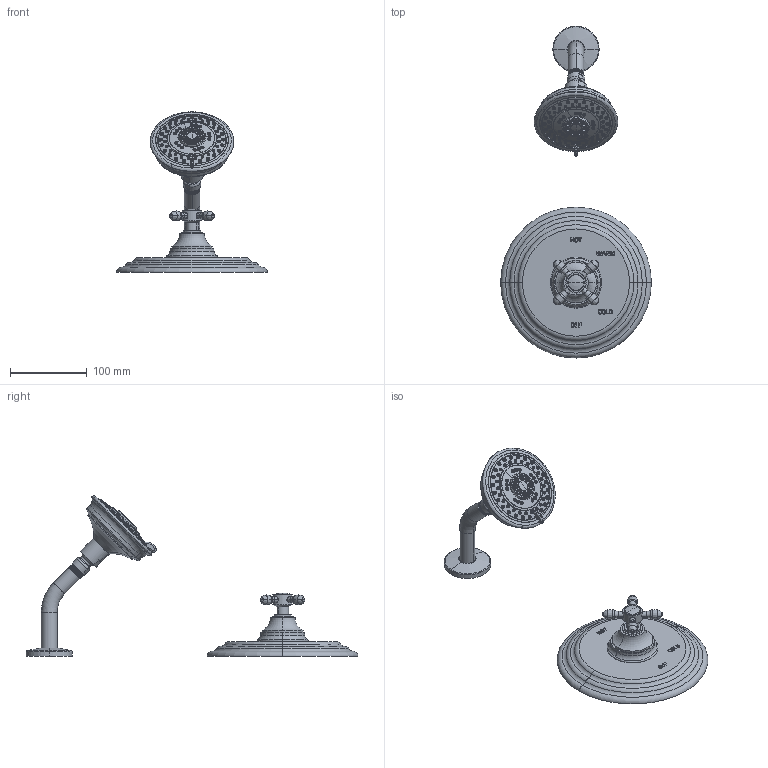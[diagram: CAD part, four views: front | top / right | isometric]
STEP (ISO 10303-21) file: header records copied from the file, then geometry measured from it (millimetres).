
FILE_DESCRIPTION((''),'2;1');
FILE_NAME('3-1644BP','2021-05-27T14:21:56',('jinson.thomas'),(''),'CREO PARAMETRIC BY PTC INC, 2018400','CREO PARAMETRIC BY PTC INC, 2018400','');
FILE_SCHEMA(('CONFIG_CONTROL_DESIGN'));
Length unit declared in the file: inch
Products named in the file (1): 3-1644BP
Bounding box: 196.85 x 433.45 x 209.53 mm (x, y, z)
Volume: 859508.7 mm3; surface area: 124184.4 mm2
Topology: 2 solids, 2 shells, 1361 faces, 2989 edges, 1802 vertices
Faces by surface type: torus 355, cone 302, plane 264, cylinder 222, bspline 120, extrusion 80, sphere 16, revolution 2
Entity records: 59170 total; most frequent: CARTESIAN_POINT 30261, ORIENTED_EDGE 5954, DIRECTION 5851, EDGE_CURVE 2977, AXIS2_PLACEMENT_3D 2391, VERTEX_POINT 1802, EDGE_LOOP 1559, FACE_OUTER_BOUND 1361
